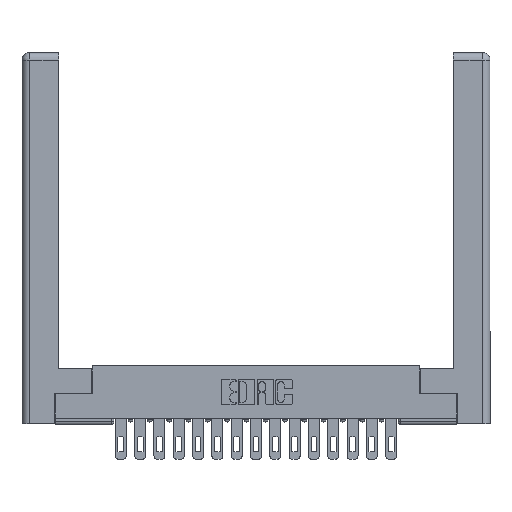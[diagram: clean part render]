
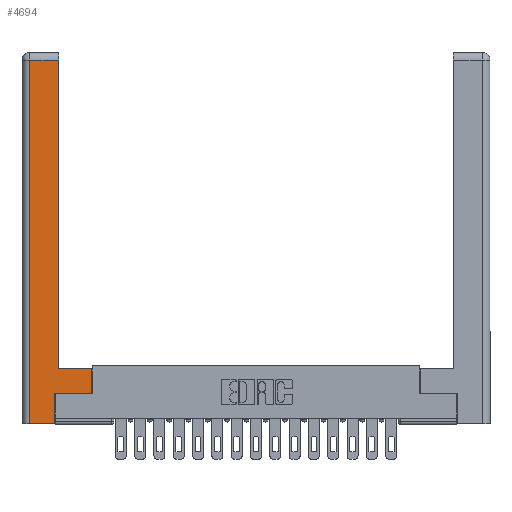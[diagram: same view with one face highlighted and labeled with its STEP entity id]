
A CAD part, top view. The second image highlights one B-rep face of the part: STEP entity #4694.
In plain terms, the highlighted planar face has unit normal (0, 0, 1).
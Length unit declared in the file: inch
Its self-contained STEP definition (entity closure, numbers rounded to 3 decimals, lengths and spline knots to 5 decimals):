
#5 = LINE ( 'NONE', #17657, #227 ) ;
#16 = DIRECTION ( 'NONE',  ( 0., 1., 0. ) ) ;
#227 = VECTOR ( 'NONE', #9131, 39.37008 ) ;
#385 = CARTESIAN_POINT ( 'NONE',  ( 0.565, 0.45, 0. ) ) ;
#637 = VERTEX_POINT ( 'NONE', #3814 ) ;
#671 = DIRECTION ( 'NONE',  ( -1., 0., 0. ) ) ;
#780 = CARTESIAN_POINT ( 'NONE',  ( 0.265, 0., 0. ) ) ;
#803 = LINE ( 'NONE', #15623, #11242 ) ;
#1832 = EDGE_CURVE ( 'NONE', #13847, #12058, #14880, .T. ) ;
#1975 = VERTEX_POINT ( 'NONE', #13183 ) ;
#2081 = CARTESIAN_POINT ( 'NONE',  ( 0.0615, 2.94, 0. ) ) ;
#3052 = DIRECTION ( 'NONE',  ( 0., 0., -1. ) ) ;
#3115 = VECTOR ( 'NONE', #16, 39.37008 ) ;
#3167 = LINE ( 'NONE', #780, #11805 ) ;
#3564 = CARTESIAN_POINT ( 'NONE',  ( 0.295, 2.94, 0. ) ) ;
#3814 = CARTESIAN_POINT ( 'NONE',  ( 0.265, 0.245, 0. ) ) ;
#4255 = ORIENTED_EDGE ( 'NONE', *, *, #18047, .T. ) ;
#4664 = ORIENTED_EDGE ( 'NONE', *, *, #18335, .T. ) ;
#4694 = ADVANCED_FACE ( 'NONE', ( #14178 ), #16187, .F. ) ;
#5509 = VECTOR ( 'NONE', #671, 39.37008 ) ;
#5602 = LINE ( 'NONE', #6838, #13377 ) ;
#5668 = ORIENTED_EDGE ( 'NONE', *, *, #1832, .T. ) ;
#5779 = EDGE_LOOP ( 'NONE', ( #14875, #5668, #4255, #16384, #18487, #7190, #4664, #7014 ) ) ;
#5955 = LINE ( 'NONE', #385, #16451 ) ;
#6497 = CARTESIAN_POINT ( 'NONE',  ( 0.295, 0.45, 0. ) ) ;
#6838 = CARTESIAN_POINT ( 'NONE',  ( 0.295, 3., 0. ) ) ;
#7014 = ORIENTED_EDGE ( 'NONE', *, *, #14163, .T. ) ;
#7190 = ORIENTED_EDGE ( 'NONE', *, *, #10770, .T. ) ;
#7902 = CARTESIAN_POINT ( 'NONE',  ( 0.0615, 0., 0. ) ) ;
#8111 = EDGE_CURVE ( 'NONE', #16265, #1975, #3167, .T. ) ;
#8201 = DIRECTION ( 'NONE',  ( 1., 0., 0. ) ) ;
#8438 = CARTESIAN_POINT ( 'NONE',  ( 0.565, 0.245, 0. ) ) ;
#8857 = VERTEX_POINT ( 'NONE', #17038 ) ;
#8978 = CARTESIAN_POINT ( 'NONE',  ( 0., 0., 0. ) ) ;
#9131 = DIRECTION ( 'NONE',  ( -1., 0., 0. ) ) ;
#9323 = AXIS2_PLACEMENT_3D ( 'NONE', #8978, #3052, #11926 ) ;
#9629 = VECTOR ( 'NONE', #18642, 39.37008 ) ;
#9693 = EDGE_CURVE ( 'NONE', #1975, #637, #14025, .T. ) ;
#9766 = DIRECTION ( 'NONE',  ( 0., 1., 0. ) ) ;
#10770 = EDGE_CURVE ( 'NONE', #637, #8857, #16026, .T. ) ;
#10888 = VERTEX_POINT ( 'NONE', #17482 ) ;
#11242 = VECTOR ( 'NONE', #14348, 39.37008 ) ;
#11805 = VECTOR ( 'NONE', #8201, 39.37008 ) ;
#11926 = DIRECTION ( 'NONE',  ( -1., 0., 0. ) ) ;
#12058 = VERTEX_POINT ( 'NONE', #13328 ) ;
#13183 = CARTESIAN_POINT ( 'NONE',  ( 0.265, 0., 0. ) ) ;
#13328 = CARTESIAN_POINT ( 'NONE',  ( 0.0615, 2.94, 0. ) ) ;
#13377 = VECTOR ( 'NONE', #9766, 39.37008 ) ;
#13847 = VERTEX_POINT ( 'NONE', #3564 ) ;
#14025 = LINE ( 'NONE', #15943, #3115 ) ;
#14163 = EDGE_CURVE ( 'NONE', #10888, #14988, #5, .T. ) ;
#14178 = FACE_OUTER_BOUND ( 'NONE', #5779, .T. ) ;
#14348 = DIRECTION ( 'NONE',  ( 0., -1., 0. ) ) ;
#14435 = EDGE_CURVE ( 'NONE', #14988, #13847, #5602, .T. ) ;
#14875 = ORIENTED_EDGE ( 'NONE', *, *, #14435, .T. ) ;
#14880 = LINE ( 'NONE', #2081, #5509 ) ;
#14988 = VERTEX_POINT ( 'NONE', #6497 ) ;
#15623 = CARTESIAN_POINT ( 'NONE',  ( 0.0615, 0., 0. ) ) ;
#15943 = CARTESIAN_POINT ( 'NONE',  ( 0.265, 0.245, 0. ) ) ;
#16026 = LINE ( 'NONE', #8438, #9629 ) ;
#16187 = PLANE ( 'NONE',  #9323 ) ;
#16265 = VERTEX_POINT ( 'NONE', #7902 ) ;
#16384 = ORIENTED_EDGE ( 'NONE', *, *, #8111, .T. ) ;
#16451 = VECTOR ( 'NONE', #17953, 39.37008 ) ;
#17038 = CARTESIAN_POINT ( 'NONE',  ( 0.565, 0.245, 0. ) ) ;
#17482 = CARTESIAN_POINT ( 'NONE',  ( 0.565, 0.45, 0. ) ) ;
#17657 = CARTESIAN_POINT ( 'NONE',  ( 0.295, 0.45, 0. ) ) ;
#17953 = DIRECTION ( 'NONE',  ( 0., 1., 0. ) ) ;
#18047 = EDGE_CURVE ( 'NONE', #12058, #16265, #803, .T. ) ;
#18335 = EDGE_CURVE ( 'NONE', #8857, #10888, #5955, .T. ) ;
#18487 = ORIENTED_EDGE ( 'NONE', *, *, #9693, .T. ) ;
#18642 = DIRECTION ( 'NONE',  ( 1., 0., 0. ) ) ;
